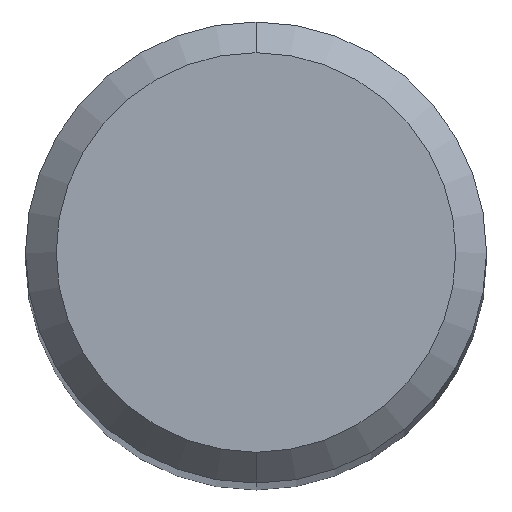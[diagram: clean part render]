
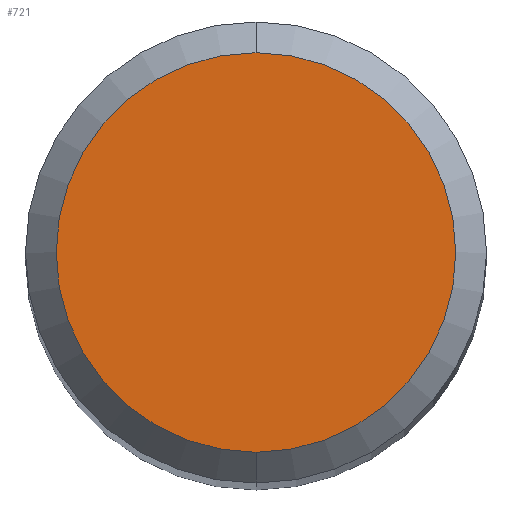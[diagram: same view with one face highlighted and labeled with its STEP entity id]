
A CAD part, top view. The second image highlights one B-rep face of the part: STEP entity #721.
In plain terms, the highlighted planar face has unit normal (0, 0, 1).
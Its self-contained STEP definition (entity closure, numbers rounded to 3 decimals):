
#499=EDGE_CURVE('',#691,#731,#1087,.T.);
#691=VERTEX_POINT('',#1299);
#721=ADVANCED_FACE('',(#1333),#1334,.T.);
#731=VERTEX_POINT('',#1344);
#741=EDGE_CURVE('',#731,#691,#1356,.T.);
#1087=CIRCLE('',#2107,2.6);
#1299=CARTESIAN_POINT('',(0.0,2.6,0.0));
#1333=FACE_OUTER_BOUND('',#3862,.T.);
#1334=PLANE('',#3863);
#1344=CARTESIAN_POINT('',(0.,-2.6,0.0));
#1356=CIRCLE('',#3901,2.6);
#2107=AXIS2_PLACEMENT_3D('',#5476,#5477,#5478);
#3862=EDGE_LOOP('',(#5766,#5767));
#3863=AXIS2_PLACEMENT_3D('',#5768,#5769,#5770);
#3901=AXIS2_PLACEMENT_3D('',#5797,#5798,#5799);
#5476=CARTESIAN_POINT('',(0.0,0.0,0.0));
#5477=DIRECTION('',(0.0,0.0,-1.0));
#5478=DIRECTION('',(0.0,1.0,0.0));
#5766=ORIENTED_EDGE('',*,*,#499,.F.);
#5767=ORIENTED_EDGE('',*,*,#741,.F.);
#5768=CARTESIAN_POINT('',(0.0,1.3,0.0));
#5769=DIRECTION('',(-0.0,0.0,1.0));
#5770=DIRECTION('',(0.0,-1.0,0.0));
#5797=CARTESIAN_POINT('',(0.0,0.0,0.0));
#5798=DIRECTION('',(0.0,0.0,-1.0));
#5799=DIRECTION('',(0.0,1.0,0.0));
